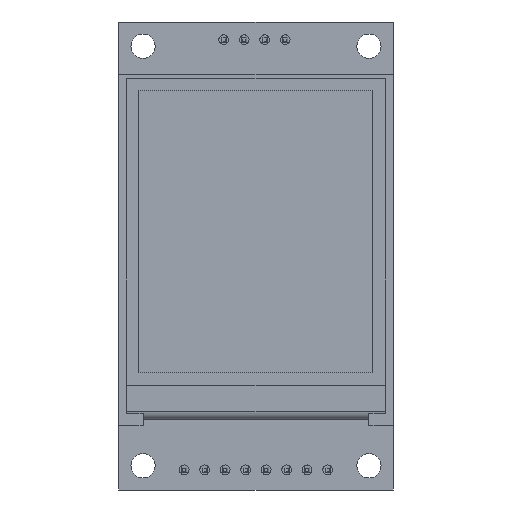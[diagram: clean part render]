
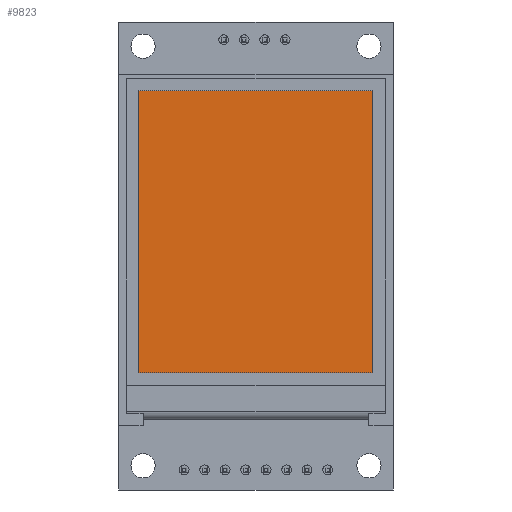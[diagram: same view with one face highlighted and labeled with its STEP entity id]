
A CAD part, front view. The second image highlights one B-rep face of the part: STEP entity #9823.
In plain terms, the highlighted planar face has unit normal (0, -1, 0).
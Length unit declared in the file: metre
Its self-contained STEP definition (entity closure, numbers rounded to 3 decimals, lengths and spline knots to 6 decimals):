
#1702=ORIENTED_EDGE('',*,*,#3695,.T.);
#1703=ORIENTED_EDGE('',*,*,#3701,.T.);
#1704=ORIENTED_EDGE('',*,*,#3699,.T.);
#1705=ORIENTED_EDGE('',*,*,#3697,.T.);
#3695=EDGE_CURVE('',#4809,#4808,#5902,.T.);
#3697=EDGE_CURVE('',#4810,#4809,#5904,.T.);
#3699=EDGE_CURVE('',#4811,#4810,#5906,.T.);
#3701=EDGE_CURVE('',#4808,#4811,#5908,.T.);
#4808=VERTEX_POINT('',#14966);
#4809=VERTEX_POINT('',#14968);
#4810=VERTEX_POINT('',#14972);
#4811=VERTEX_POINT('',#14976);
#5902=LINE('',#14967,#7221);
#5904=LINE('',#14971,#7223);
#5906=LINE('',#14975,#7225);
#5908=LINE('',#14979,#7227);
#7221=VECTOR('',#12238,1.);
#7223=VECTOR('',#12242,1.);
#7225=VECTOR('',#12246,1.);
#7227=VECTOR('',#12250,1.);
#8148=EDGE_LOOP('',(#1702,#1703,#1704,#1705));
#8762=FACE_BOUND('',#8148,.T.);
#9298=PLANE('',#10578);
#9823=ADVANCED_FACE('',(#8762),#9298,.T.);
#10578=AXIS2_PLACEMENT_3D('',#14980,#12251,#12252);
#12238=DIRECTION('',(1.,0.,0.));
#12242=DIRECTION('',(0.,0.,-1.));
#12246=DIRECTION('',(-1.,0.,0.));
#12250=DIRECTION('',(0.,0.,1.));
#12251=DIRECTION('',(0.,-1.,0.));
#12252=DIRECTION('',(1.,0.,0.));
#14966=CARTESIAN_POINT('',(0.0315,-0.0045,0.0145));
#14967=CARTESIAN_POINT('',(0.0315,-0.0045,0.0145));
#14968=CARTESIAN_POINT('',(0.0025,-0.0045,0.0145));
#14971=CARTESIAN_POINT('',(0.0025,-0.0045,0.0145));
#14972=CARTESIAN_POINT('',(0.0025,-0.0045,0.0495));
#14975=CARTESIAN_POINT('',(0.0025,-0.0045,0.0495));
#14976=CARTESIAN_POINT('',(0.0315,-0.0045,0.0495));
#14979=CARTESIAN_POINT('',(0.0315,-0.0045,0.0495));
#14980=CARTESIAN_POINT('',(0.017,-0.0045,0.032));
